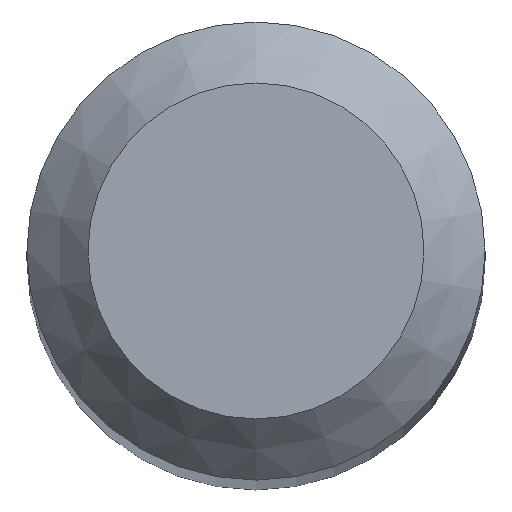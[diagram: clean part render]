
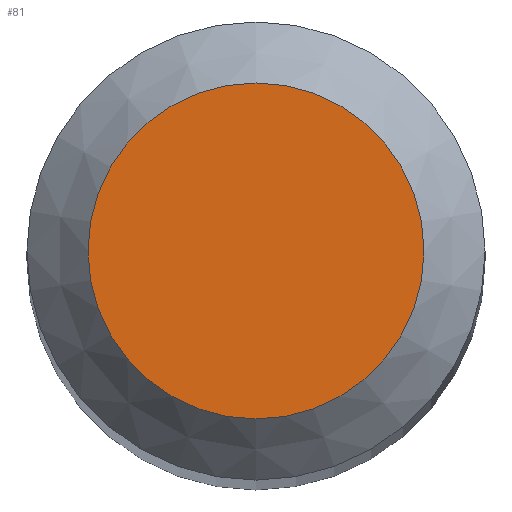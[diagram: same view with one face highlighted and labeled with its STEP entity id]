
A CAD part, top view. The second image highlights one B-rep face of the part: STEP entity #81.
In plain terms, the highlighted planar face has unit normal (0, 0, 1).
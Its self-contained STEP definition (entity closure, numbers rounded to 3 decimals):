
#4 = DIRECTION ( 'NONE',  ( 0., 1., 0. ) ) ;
#16 = CARTESIAN_POINT ( 'NONE',  ( 0., 0.55, 30. ) ) ;
#27 = CARTESIAN_POINT ( 'NONE',  ( 0., 0., 30. ) ) ;
#31 = AXIS2_PLACEMENT_3D ( 'NONE', #173, #209, #84 ) ;
#73 = FACE_OUTER_BOUND ( 'NONE', #88, .T. ) ;
#76 = CIRCLE ( 'NONE', #99, 0.55 ) ;
#81 = ADVANCED_FACE ( 'NONE', ( #73 ), #105, .F. ) ;
#84 = DIRECTION ( 'NONE',  ( 0., 1., 0. ) ) ;
#86 = ORIENTED_EDGE ( 'NONE', *, *, #120, .F. ) ;
#88 = EDGE_LOOP ( 'NONE', ( #86 ) ) ;
#99 = AXIS2_PLACEMENT_3D ( 'NONE', #27, #156, #4 ) ;
#105 = PLANE ( 'NONE',  #31 ) ;
#120 = EDGE_CURVE ( 'NONE', #145, #145, #76, .T. ) ;
#145 = VERTEX_POINT ( 'NONE', #16 ) ;
#156 = DIRECTION ( 'NONE',  ( 0., 0., -1. ) ) ;
#173 = CARTESIAN_POINT ( 'NONE',  ( 0., 0., 30. ) ) ;
#209 = DIRECTION ( 'NONE',  ( 0., 0., -1. ) ) ;
